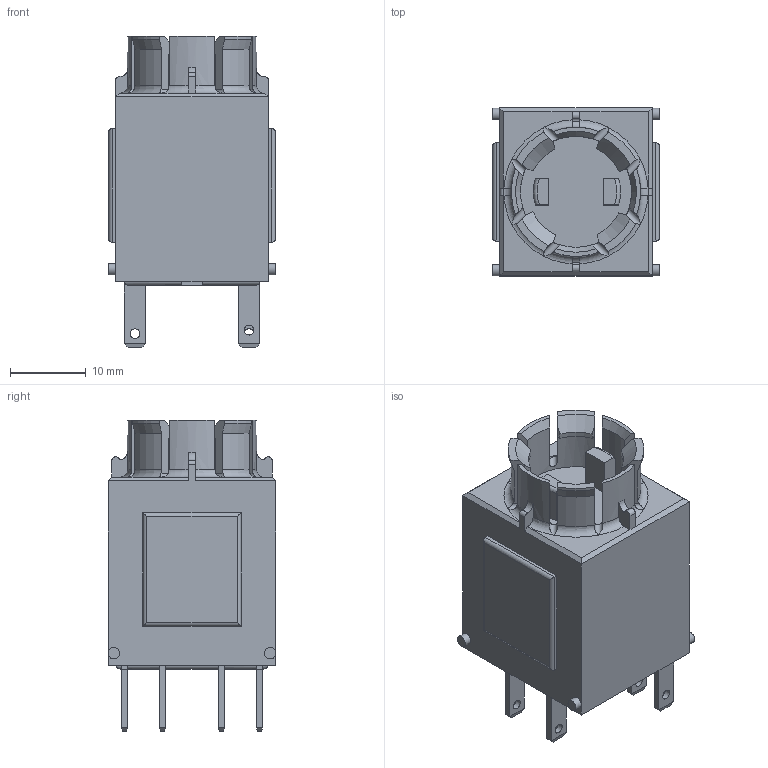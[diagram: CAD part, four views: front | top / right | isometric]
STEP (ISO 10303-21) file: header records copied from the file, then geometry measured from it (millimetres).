
FILE_DESCRIPTION(/* description */ (''),/* implementation_level */ '2;1');
FILE_NAME(/* name */ 'AZ011_ipt.stp',/* time_stamp */ '2019-02-22T12:20:49+01:00',/* author */ ('ahoffmann'),/* organization */ (''),/* preprocessor_version */ 'ST-DEVELOPER v16.1',/* originating_system */ 'Autodesk Inventor 2016',/* authorisation */ '');
FILE_SCHEMA (('AUTOMOTIVE_DESIGN { 1 0 10303 214 3 1 1 }'));
Length unit declared in the file: centimetre
Products named in the file (1): AZ011_vereinfacht
Bounding box: 22.2 x 22.2 x 41.17 mm (x, y, z)
Volume: 12213.2 mm3; surface area: 4456.5 mm2
Topology: 1 solids, 1 shells, 1013 faces, 2890 edges, 1908 vertices
Faces by surface type: plane 914, cylinder 63, torus 22, cone 12, bspline 2
Full cylindrical faces by diameter (mm): 1.3 x6, 1.5 x4, 14.7 x1
Entity records: 32865 total; most frequent: CARTESIAN_POINT 6633, ORIENTED_EDGE 5748, DIRECTION 4919, EDGE_CURVE 2874, LINE 2605, VECTOR 2605, VERTEX_POINT 1903, AXIS2_PLACEMENT_3D 1157
